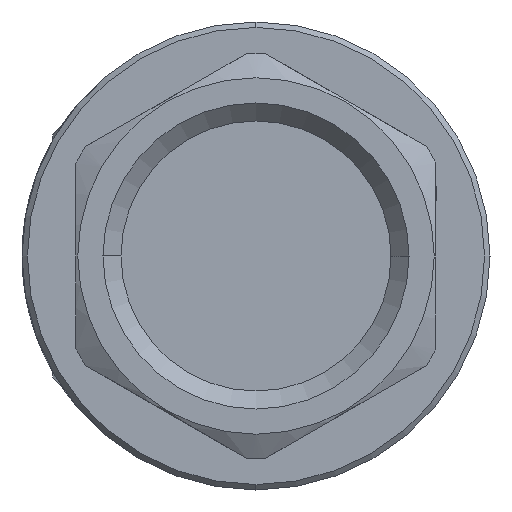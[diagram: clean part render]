
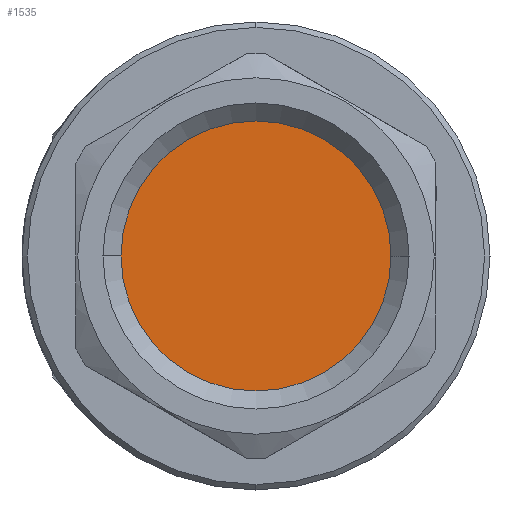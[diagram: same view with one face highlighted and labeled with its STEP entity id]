
A CAD part, left-side view. The second image highlights one B-rep face of the part: STEP entity #1535.
In plain terms, the highlighted planar face has unit normal (-1, 0, 0).
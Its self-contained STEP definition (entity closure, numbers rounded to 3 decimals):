
#318 = EDGE_LOOP ( 'NONE', ( #2502, #2503 ) ) ;
#437 = VERTEX_POINT ( 'NONE', #3789 ) ;
#449 = CARTESIAN_POINT ( 'NONE',  ( -51.3, 0., 0. ) ) ;
#450 = DIRECTION ( 'NONE',  ( 1., 0., 0. ) ) ;
#451 = DIRECTION ( 'NONE',  ( 0., 1., 0. ) ) ;
#1191 = AXIS2_PLACEMENT_3D ( 'NONE', #2075, #2076, #2077 ) ;
#1397 = EDGE_CURVE ( 'NONE', #437, #2693, #3635, .T. ) ;
#1535 = ADVANCED_FACE ( 'NONE', ( #4261 ), #2074, .F. ) ;
#1603 = EDGE_CURVE ( 'NONE', #2693, #437, #3694, .T. ) ;
#1966 = CARTESIAN_POINT ( 'NONE',  ( -51.3, 0., 0. ) ) ;
#1967 = DIRECTION ( 'NONE',  ( 1., 0., 0. ) ) ;
#1968 = DIRECTION ( 'NONE',  ( 0., 1., 0. ) ) ;
#2074 = PLANE ( 'NONE',  #1191 ) ;
#2075 = CARTESIAN_POINT ( 'NONE',  ( -51.3, 9.45, 0. ) ) ;
#2076 = DIRECTION ( 'NONE',  ( 1., 0., 0. ) ) ;
#2077 = DIRECTION ( 'NONE',  ( 0., 0., -1. ) ) ;
#2502 = ORIENTED_EDGE ( 'NONE', *, *, #1603, .F. ) ;
#2503 = ORIENTED_EDGE ( 'NONE', *, *, #1397, .F. ) ;
#2693 = VERTEX_POINT ( 'NONE', #4069 ) ;
#3626 = AXIS2_PLACEMENT_3D ( 'NONE', #1966, #1967, #1968 ) ;
#3635 = CIRCLE ( 'NONE', #3626, 7.5 ) ;
#3680 = AXIS2_PLACEMENT_3D ( 'NONE', #449, #450, #451 ) ;
#3694 = CIRCLE ( 'NONE', #3680, 7.5 ) ;
#3789 = CARTESIAN_POINT ( 'NONE',  ( -51.3, -7.5, 0. ) ) ;
#4069 = CARTESIAN_POINT ( 'NONE',  ( -51.3, 7.5, 0. ) ) ;
#4261 = FACE_OUTER_BOUND ( 'NONE', #318, .T. ) ;
